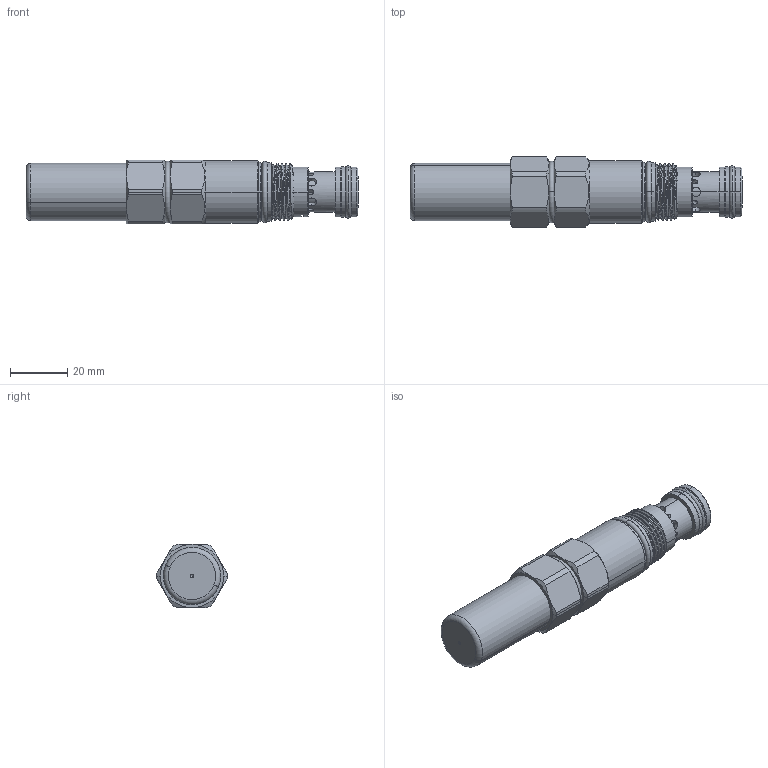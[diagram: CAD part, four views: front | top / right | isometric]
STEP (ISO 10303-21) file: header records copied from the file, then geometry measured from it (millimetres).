
FILE_DESCRIPTION (( 'STEP AP203' ), '1' );
FILE_NAME ('SC13A20-C-1.STEP', '2020-03-25T01:17:17', ( '' ), ( '' ), 'SwSTEP 2.0', 'SolidWorks 2018', '' );
FILE_SCHEMA (( 'CONFIG_CONTROL_DESIGN' ));
Length unit declared in the file: millimetre
Products named in the file (1): SC13A20-C-1
Bounding box: 115.91 x 24.6 x 22.22 mm (x, y, z)
Volume: 32601.1 mm3; surface area: 15865 mm2
Topology: 6 solids, 7 shells, 358 faces, 870 edges, 548 vertices
Faces by surface type: cylinder 171, plane 77, cone 51, torus 49, bspline 9, sphere 1
Entity records: 18737 total; most frequent: CARTESIAN_POINT 10537, ORIENTED_EDGE 1732, DIRECTION 1691, EDGE_CURVE 866, AXIS2_PLACEMENT_3D 716, VERTEX_POINT 547, EDGE_LOOP 399, CIRCLE 366
